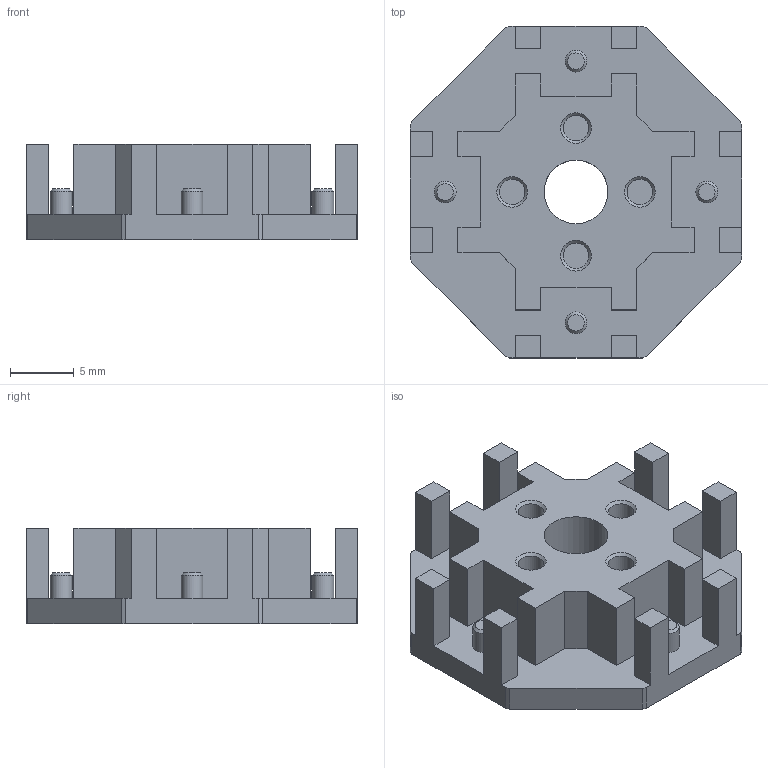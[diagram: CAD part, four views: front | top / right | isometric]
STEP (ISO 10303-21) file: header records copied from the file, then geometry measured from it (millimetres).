
FILE_DESCRIPTION(/* description */ (''),/* implementation_level */ '2;1');
FILE_NAME(/* name */ 'MSL_base.stp',/* time_stamp */ '2023-01-03T13:41:12+01:00',/* author */ (''),/* organization */ (''),/* preprocessor_version */ 'ST-DEVELOPER v16.7',/* originating_system */ 'SIEMENS PLM Software NX 12.0',/* authorisation */ '');
FILE_SCHEMA (('AUTOMOTIVE_DESIGN { 1 0 10303 214 3 1 1 1 }'));
Length unit declared in the file: millimetre
Products named in the file (1): MSL_base
Bounding box: 26 x 26 x 7.5 mm (x, y, z)
Volume: 2259.9 mm3; surface area: 2454 mm2
Topology: 1 solids, 1 shells, 120 faces, 312 edges, 207 vertices
Faces by surface type: plane 87, cylinder 21, cone 12
Full cylindrical faces by diameter (mm): 1.7 x4, 2 x8, 5 x1
Entity records: 3468 total; most frequent: CARTESIAN_POINT 597, DIRECTION 574, ORIENTED_EDGE 556, EDGE_CURVE 278, LINE 224, VECTOR 224, VERTEX_POINT 198, AXIS2_PLACEMENT_3D 175
